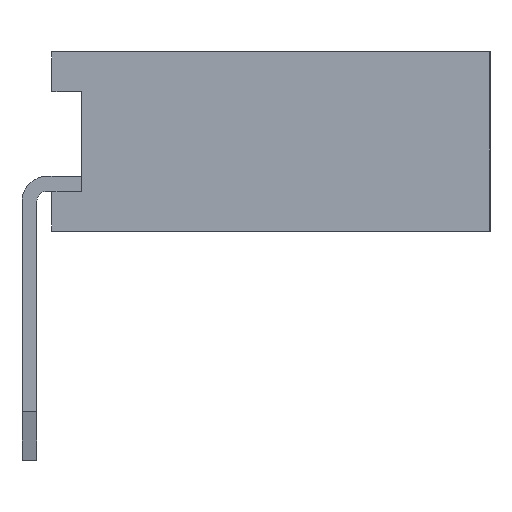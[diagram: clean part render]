
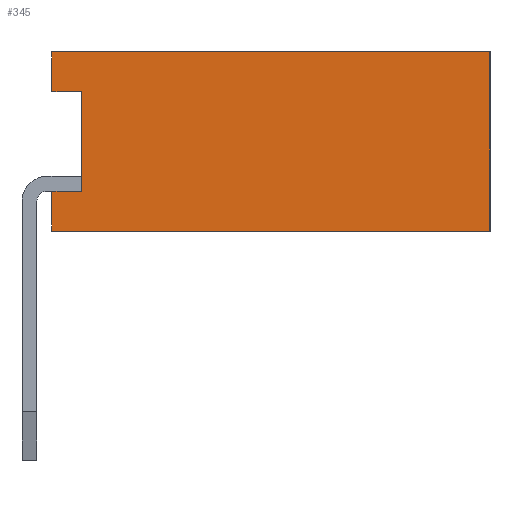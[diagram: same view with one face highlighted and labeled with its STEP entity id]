
A CAD part, left-side view. The second image highlights one B-rep face of the part: STEP entity #345.
In plain terms, the highlighted planar face has unit normal (-1, 0, 0).
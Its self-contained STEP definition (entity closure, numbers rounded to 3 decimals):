
#345=ADVANCED_FACE('',(#12101),#12103,.T.);
#12101=FACE_BOUND('',#12102,.T.);
#12102=EDGE_LOOP('',(#21497,#21498,#21499,#21500,#21501,#21502,#21503,#21504));
#12103=PLANE('',#12104);
#12104=AXIS2_PLACEMENT_3D('',#12105,#12106,#12107);
#12105=CARTESIAN_POINT('',(-0.635,-4.625,0.));
#12106=DIRECTION('',(-1.,0.,0.));
#12107=DIRECTION('',(0.,0.,1.));
#21497=ORIENTED_EDGE('',*,*,#28429,.T.);
#21498=ORIENTED_EDGE('',*,*,#28529,.T.);
#21499=ORIENTED_EDGE('',*,*,#28334,.T.);
#21500=ORIENTED_EDGE('',*,*,#28528,.F.);
#21501=ORIENTED_EDGE('',*,*,#28530,.F.);
#21502=ORIENTED_EDGE('',*,*,#28531,.T.);
#21503=ORIENTED_EDGE('',*,*,#28532,.T.);
#21504=ORIENTED_EDGE('',*,*,#28523,.F.);
#28334=EDGE_CURVE('',#31858,#31855,#31859,.F.);
#28429=EDGE_CURVE('',#32048,#32046,#32049,.F.);
#28523=EDGE_CURVE('',#32048,#32229,#32230,.T.);
#28528=EDGE_CURVE('',#32236,#31855,#32238,.T.);
#28529=EDGE_CURVE('',#32046,#31858,#32239,.T.);
#28530=EDGE_CURVE('',#32240,#32236,#32241,.T.);
#28531=EDGE_CURVE('',#32240,#32242,#32243,.T.);
#28532=EDGE_CURVE('',#32242,#32229,#32244,.T.);
#31855=VERTEX_POINT('',#37637);
#31858=VERTEX_POINT('',#37642);
#31859=LINE('',#37643,#37644);
#32046=VERTEX_POINT('',#38018);
#32048=VERTEX_POINT('',#38022);
#32049=LINE('',#38023,#38024);
#32229=VERTEX_POINT('',#38391);
#32230=LINE('',#38392,#38393);
#32236=VERTEX_POINT('',#38406);
#32238=LINE('',#38410,#38411);
#32239=LINE('',#38413,#38414);
#32240=VERTEX_POINT('',#38416);
#32241=LINE('',#38417,#38418);
#32242=VERTEX_POINT('',#38420);
#32243=LINE('',#38421,#38422);
#32244=LINE('',#38424,#38425);
#37637=CARTESIAN_POINT('',(-0.635,-0.225,0.4));
#37642=CARTESIAN_POINT('',(-0.635,-0.525,0.4));
#37643=CARTESIAN_POINT('',(-0.635,-0.225,0.4));
#37644=VECTOR('',#37645,1.);
#37645=DIRECTION('',(0.,-1.,0.));
#38018=CARTESIAN_POINT('',(-0.635,-0.525,1.4));
#38022=CARTESIAN_POINT('',(-0.635,-0.225,1.4));
#38023=CARTESIAN_POINT('',(-0.635,-0.525,1.4));
#38024=VECTOR('',#38025,1.);
#38025=DIRECTION('',(0.,1.,0.));
#38391=CARTESIAN_POINT('',(-0.635,-0.225,1.8));
#38392=CARTESIAN_POINT('',(-0.635,-0.225,1.4));
#38393=VECTOR('',#38394,1.);
#38394=DIRECTION('',(0.,0.,1.));
#38406=CARTESIAN_POINT('',(-0.635,-0.225,0.));
#38410=CARTESIAN_POINT('',(-0.635,-0.225,0.));
#38411=VECTOR('',#38412,1.);
#38412=DIRECTION('',(0.,0.,1.));
#38413=CARTESIAN_POINT('',(-0.635,-0.525,1.4));
#38414=VECTOR('',#38415,1.);
#38415=DIRECTION('',(0.,0.,-1.));
#38416=CARTESIAN_POINT('',(-0.635,-4.625,0.));
#38417=CARTESIAN_POINT('',(-0.635,-4.625,0.));
#38418=VECTOR('',#38419,1.);
#38419=DIRECTION('',(0.,1.,0.));
#38420=CARTESIAN_POINT('',(-0.635,-4.625,1.8));
#38421=CARTESIAN_POINT('',(-0.635,-4.625,0.));
#38422=VECTOR('',#38423,1.);
#38423=DIRECTION('',(0.,0.,1.));
#38424=CARTESIAN_POINT('',(-0.635,-4.625,1.8));
#38425=VECTOR('',#38426,1.);
#38426=DIRECTION('',(0.,1.,0.));
